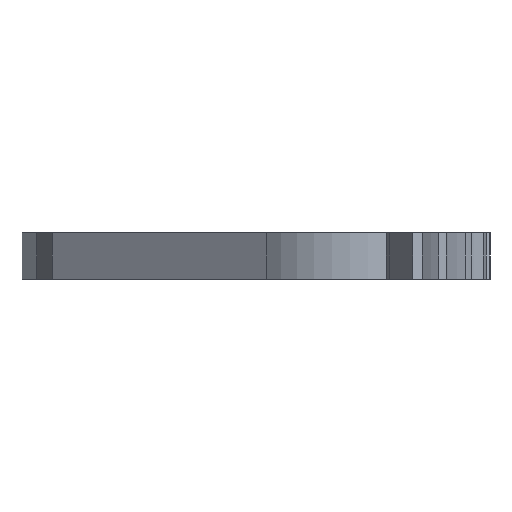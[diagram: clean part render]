
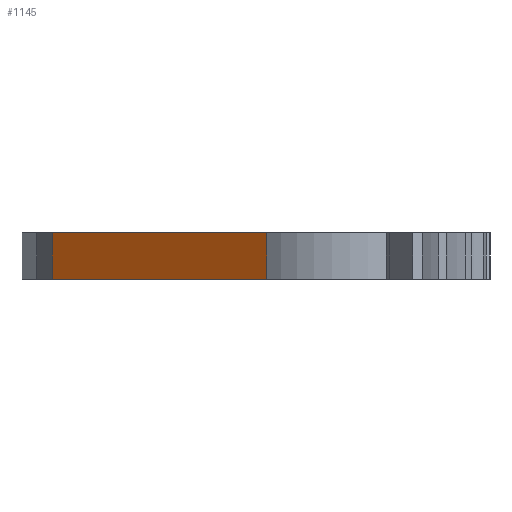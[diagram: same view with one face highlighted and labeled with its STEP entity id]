
A CAD part, front view. The second image highlights one B-rep face of the part: STEP entity #1145.
In plain terms, the highlighted planar face has unit normal (-0.611, -0.792, 0).
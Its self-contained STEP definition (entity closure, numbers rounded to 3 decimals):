
#194=FACE_OUTER_BOUND('',#255,.T.);
#255=EDGE_LOOP('',(#845,#846,#847,#848));
#324=LINE('',#1845,#403);
#344=LINE('',#1902,#423);
#346=LINE('',#1905,#425);
#347=LINE('',#1906,#426);
#403=VECTOR('',#1446,10.);
#423=VECTOR('',#1504,10.);
#425=VECTOR('',#1508,10.);
#426=VECTOR('',#1509,10.);
#490=VERTEX_POINT('',#1842);
#491=VERTEX_POINT('',#1844);
#508=VERTEX_POINT('',#1899);
#509=VERTEX_POINT('',#1901);
#617=EDGE_CURVE('',#490,#491,#324,.T.);
#646=EDGE_CURVE('',#509,#508,#344,.T.);
#648=EDGE_CURVE('',#491,#508,#346,.T.);
#649=EDGE_CURVE('',#509,#490,#347,.T.);
#845=ORIENTED_EDGE('',*,*,#648,.F.);
#846=ORIENTED_EDGE('',*,*,#617,.F.);
#847=ORIENTED_EDGE('',*,*,#649,.F.);
#848=ORIENTED_EDGE('',*,*,#646,.T.);
#1120=PLANE('',#1255);
#1145=ADVANCED_FACE('',(#194),#1120,.T.);
#1255=AXIS2_PLACEMENT_3D('',#1904,#1506,#1507);
#1446=DIRECTION('',(0.,0.,-1.));
#1504=DIRECTION('',(0.,0.,-1.));
#1506=DIRECTION('center_axis',(-0.611,-0.792,0.));
#1507=DIRECTION('ref_axis',(-0.792,0.611,0.));
#1508=DIRECTION('',(-0.792,0.611,0.));
#1509=DIRECTION('',(0.792,-0.611,0.));
#1842=CARTESIAN_POINT('',(-48.636,-68.,5.));
#1844=CARTESIAN_POINT('',(-48.636,-68.,0.));
#1845=CARTESIAN_POINT('',(-48.636,-68.,5.));
#1899=CARTESIAN_POINT('',(-71.675,-50.24,0.));
#1901=CARTESIAN_POINT('',(-71.675,-50.24,5.));
#1902=CARTESIAN_POINT('',(-71.675,-50.24,5.));
#1904=CARTESIAN_POINT('Origin',(-48.636,-68.,5.));
#1905=CARTESIAN_POINT('',(-58.225,-60.608,0.));
#1906=CARTESIAN_POINT('',(-71.675,-50.24,5.));
